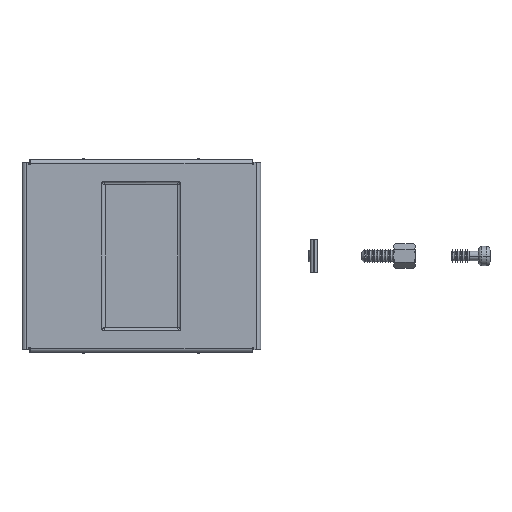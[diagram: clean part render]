
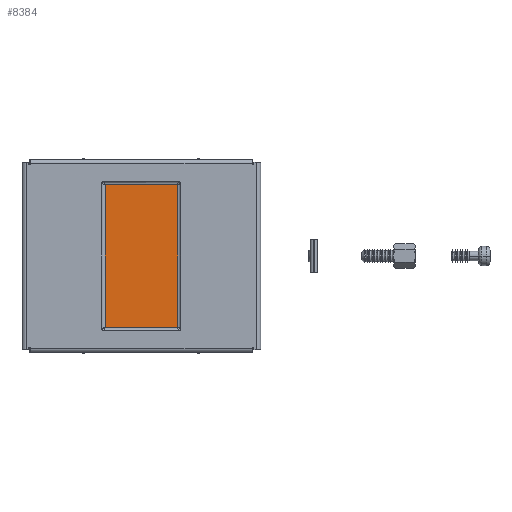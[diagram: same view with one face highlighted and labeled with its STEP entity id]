
A CAD part, front view. The second image highlights one B-rep face of the part: STEP entity #8384.
In plain terms, the highlighted planar face has unit normal (0, -1, 0).
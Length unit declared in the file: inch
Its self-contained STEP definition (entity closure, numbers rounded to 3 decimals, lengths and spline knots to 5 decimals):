
#81 = EDGE_LOOP ( 'NONE', ( #6106, #3301, #4112, #1556 ) ) ;
#131 = VERTEX_POINT ( 'NONE', #2117 ) ;
#656 = EDGE_CURVE ( 'NONE', #9040, #6118, #9201, .T. ) ;
#1556 = ORIENTED_EDGE ( 'NONE', *, *, #5595, .F. ) ;
#1601 = VECTOR ( 'NONE', #7288, 39.37008 ) ;
#1650 = AXIS2_PLACEMENT_3D ( 'NONE', #6864, #9491, #8596 ) ;
#1860 = VERTEX_POINT ( 'NONE', #7147 ) ;
#2117 = CARTESIAN_POINT ( 'NONE',  ( -0.315, -0.002, 0.621 ) ) ;
#2567 = VECTOR ( 'NONE', #5139, 39.37008 ) ;
#2893 = CARTESIAN_POINT ( 'NONE',  ( -0.315, -0.002, -0.621 ) ) ;
#3243 = LINE ( 'NONE', #3472, #2567 ) ;
#3293 = EDGE_CURVE ( 'NONE', #6118, #1860, #4816, .T. ) ;
#3301 = ORIENTED_EDGE ( 'NONE', *, *, #3293, .F. ) ;
#3472 = CARTESIAN_POINT ( 'NONE',  ( 0.315, -0.002, 0.621 ) ) ;
#4105 = DIRECTION ( 'NONE',  ( 0., 0., -1. ) ) ;
#4112 = ORIENTED_EDGE ( 'NONE', *, *, #656, .F. ) ;
#4611 = DIRECTION ( 'NONE',  ( -1., 0., 0. ) ) ;
#4816 = LINE ( 'NONE', #2893, #7198 ) ;
#5133 = PLANE ( 'NONE',  #1650 ) ;
#5139 = DIRECTION ( 'NONE',  ( 1., 0., 0. ) ) ;
#5155 = LINE ( 'NONE', #5389, #1601 ) ;
#5270 = CARTESIAN_POINT ( 'NONE',  ( 0.315, -0.002, -0.621 ) ) ;
#5389 = CARTESIAN_POINT ( 'NONE',  ( -0.315, -0.002, 0.65 ) ) ;
#5595 = EDGE_CURVE ( 'NONE', #131, #9040, #3243, .T. ) ;
#5738 = EDGE_CURVE ( 'NONE', #131, #1860, #5155, .T. ) ;
#6106 = ORIENTED_EDGE ( 'NONE', *, *, #5738, .T. ) ;
#6118 = VERTEX_POINT ( 'NONE', #5270 ) ;
#6864 = CARTESIAN_POINT ( 'NONE',  ( -0.315, -0.002, 0.65 ) ) ;
#7147 = CARTESIAN_POINT ( 'NONE',  ( -0.315, -0.002, -0.621 ) ) ;
#7198 = VECTOR ( 'NONE', #4611, 39.37008 ) ;
#7288 = DIRECTION ( 'NONE',  ( 0., 0., -1. ) ) ;
#7586 = FACE_OUTER_BOUND ( 'NONE', #81, .T. ) ;
#7850 = VECTOR ( 'NONE', #4105, 39.37008 ) ;
#8259 = CARTESIAN_POINT ( 'NONE',  ( 0.315, -0.002, 0.621 ) ) ;
#8384 = ADVANCED_FACE ( 'NONE', ( #7586 ), #5133, .F. ) ;
#8596 = DIRECTION ( 'NONE',  ( 1., 0., 0. ) ) ;
#9040 = VERTEX_POINT ( 'NONE', #8259 ) ;
#9201 = LINE ( 'NONE', #10789, #7850 ) ;
#9491 = DIRECTION ( 'NONE',  ( 0., 1., 0. ) ) ;
#10789 = CARTESIAN_POINT ( 'NONE',  ( 0.315, -0.002, 0.65 ) ) ;
